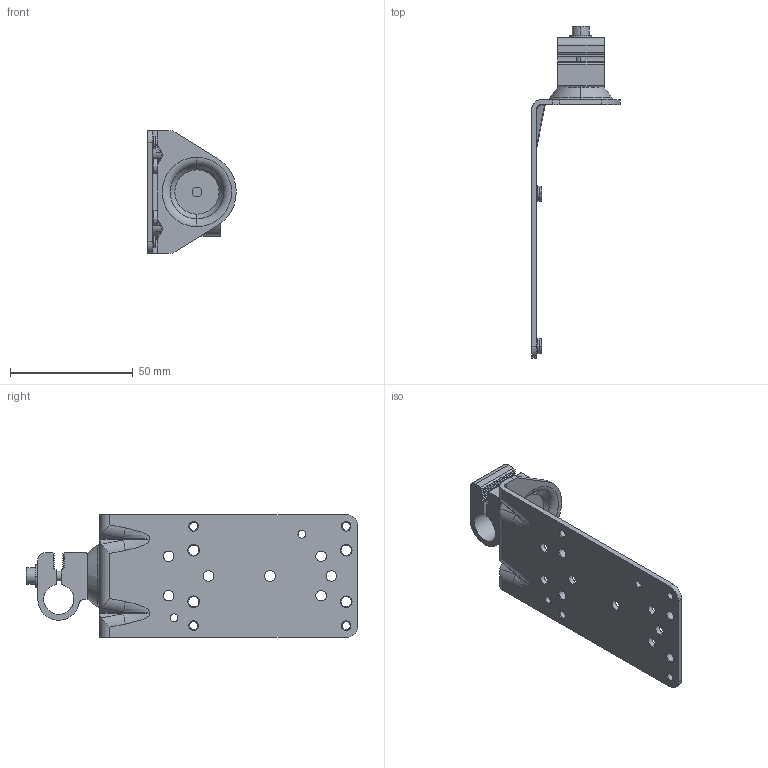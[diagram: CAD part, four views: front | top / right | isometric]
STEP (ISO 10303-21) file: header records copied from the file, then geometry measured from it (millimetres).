
FILE_DESCRIPTION((''),'2;1');
FILE_NAME('DM_CAD-1960_SW001','2014-04-09T',('creinig-se'),(''),'PRO/ENGINEER BY PARAMETRIC TECHNOLOGY CORPORATION, 2013050','PRO/ENGINEER BY PARAMETRIC TECHNOLOGY CORPORATION, 2013050','');
FILE_SCHEMA(('CONFIG_CONTROL_DESIGN'));
Length unit declared in the file: millimetre
Products named in the file (1): DM_CAD-1960_SW001
Bounding box: 36 x 135 x 50 mm (x, y, z)
Volume: 19683.3 mm3; surface area: 18762.6 mm2
Topology: 1 solids, 1 shells, 352 faces, 999 edges, 623 vertices
Faces by surface type: cylinder 134, plane 106, torus 40, sphere 30, bspline 24, cone 18
Entity records: 19628 total; most frequent: CARTESIAN_POINT 8305, ORIENTED_EDGE 1940, DIRECTION 1845, EDGE_CURVE 970, AXIS2_PLACEMENT_3D 767, VERTEX_POINT 623, CIRCLE 439, EDGE_LOOP 415
